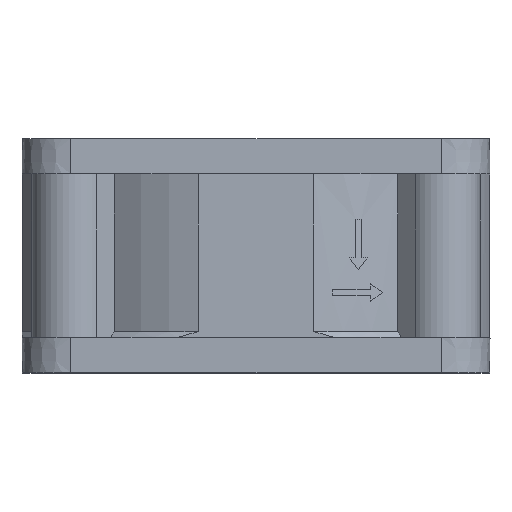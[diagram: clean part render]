
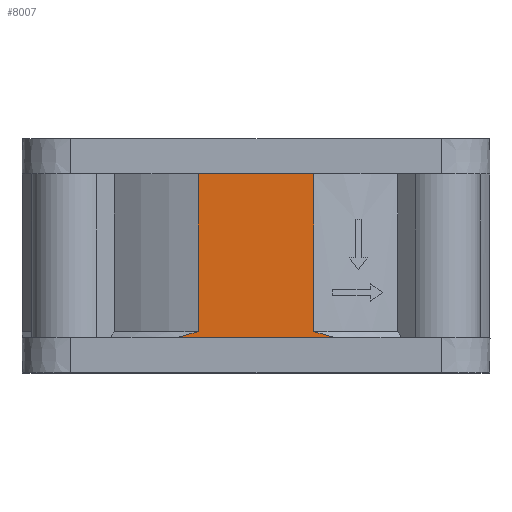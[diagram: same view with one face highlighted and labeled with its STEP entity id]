
A CAD part, top view. The second image highlights one B-rep face of the part: STEP entity #8007.
In plain terms, the highlighted planar face has unit normal (0, 0, 1).
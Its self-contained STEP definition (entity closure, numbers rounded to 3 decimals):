
#2859=DIRECTION('',(-1.,0.,0.));
#2860=VECTOR('',#2859,13.448);
#2861=CARTESIAN_POINT('',(6.724,-17.,20.));
#2862=LINE('',#2861,#2860);
#2863=DIRECTION('',(0.,1.,0.));
#2864=VECTOR('',#2863,13.5);
#2865=CARTESIAN_POINT('',(-4.936,-16.5,
20.));
#2866=LINE('',#2865,#2864);
#2867=DIRECTION('',(1.,0.,0.));
#2868=VECTOR('',#2867,9.871);
#2869=CARTESIAN_POINT('',(-4.936,-3.,
20.));
#2870=LINE('',#2869,#2868);
#2871=DIRECTION('',(0.,-1.,0.));
#2872=VECTOR('',#2871,13.5);
#2873=CARTESIAN_POINT('',(4.936,-3.,20.));
#2874=LINE('',#2873,#2872);
#2875=CARTESIAN_POINT('',(4.936,-16.5,20.));
#2876=CARTESIAN_POINT('',(5.136,-16.548,20.));
#2877=CARTESIAN_POINT('',(5.536,-16.65,20.));
#2878=CARTESIAN_POINT('',(6.133,-16.816,20.));
#2879=CARTESIAN_POINT('',(6.527,-16.937,20.));
#2880=CARTESIAN_POINT('',(6.724,-17.,20.));
#2994=CARTESIAN_POINT('',(-4.936,-16.5,
20.));
#2995=CARTESIAN_POINT('',(-5.136,-16.548,
20.));
#2996=CARTESIAN_POINT('',(-5.536,-16.65,
20.));
#2997=CARTESIAN_POINT('',(-6.132,-16.816,
20.));
#2998=CARTESIAN_POINT('',(-6.527,-16.937,
20.));
#2999=CARTESIAN_POINT('',(-6.724,-17.,
20.));
#4314=CARTESIAN_POINT('',(6.724,-17.,20.));
#4316=VERTEX_POINT('',#4314);
#4324=CARTESIAN_POINT('',(4.936,-16.5,20.));
#4326=VERTEX_POINT('',#4324);
#4329=CARTESIAN_POINT('',(4.936,-3.,20.));
#4331=VERTEX_POINT('',#4329);
#4377=CARTESIAN_POINT('',(-4.936,-3.,
20.));
#4378=VERTEX_POINT('',#4377);
#4632=CARTESIAN_POINT('',(-4.936,-16.5,
20.));
#4633=VERTEX_POINT('',#4632);
#4636=CARTESIAN_POINT('',(-6.724,-17.,
20.));
#4637=VERTEX_POINT('',#4636);
#7992=CARTESIAN_POINT('',(-15.85,-17.,20.));
#7993=DIRECTION('',(0.,0.,-1.));
#7994=DIRECTION('',(1.,0.,0.));
#7995=AXIS2_PLACEMENT_3D('',#7992,#7993,#7994);
#7996=PLANE('',#7995);
#7998=ORIENTED_EDGE('',*,*,#7997,.T.);
#8000=ORIENTED_EDGE('',*,*,#7999,.F.);
#8001=ORIENTED_EDGE('',*,*,#7982,.T.);
#8002=ORIENTED_EDGE('',*,*,#7015,.T.);
#8003=ORIENTED_EDGE('',*,*,#6939,.T.);
#8004=ORIENTED_EDGE('',*,*,#6924,.T.);
#8005=EDGE_LOOP('',(#7998,#8000,#8001,#8002,#8003,#8004));
#8006=FACE_OUTER_BOUND('',#8005,.F.);
#8007=ADVANCED_FACE('',(#8006),#7996,.F.);
#2881=B_SPLINE_CURVE_WITH_KNOTS('',3,(#2875,#2876,#2877,#2878,#2879,#2880),
.UNSPECIFIED.,.F.,.F.,(4,1,1,4),(0.,0.333,0.667,1.),
.UNSPECIFIED.);
#3000=B_SPLINE_CURVE_WITH_KNOTS('',3,(#2994,#2995,#2996,#2997,#2998,#2999),
.UNSPECIFIED.,.F.,.F.,(4,1,1,4),(0.,0.333,0.667,1.),
.UNSPECIFIED.);
#6924=EDGE_CURVE('',#4326,#4316,#2881,.T.);
#6939=EDGE_CURVE('',#4331,#4326,#2874,.T.);
#7015=EDGE_CURVE('',#4378,#4331,#2870,.T.);
#7982=EDGE_CURVE('',#4633,#4378,#2866,.T.);
#7997=EDGE_CURVE('',#4316,#4637,#2862,.T.);
#7999=EDGE_CURVE('',#4633,#4637,#3000,.T.);
